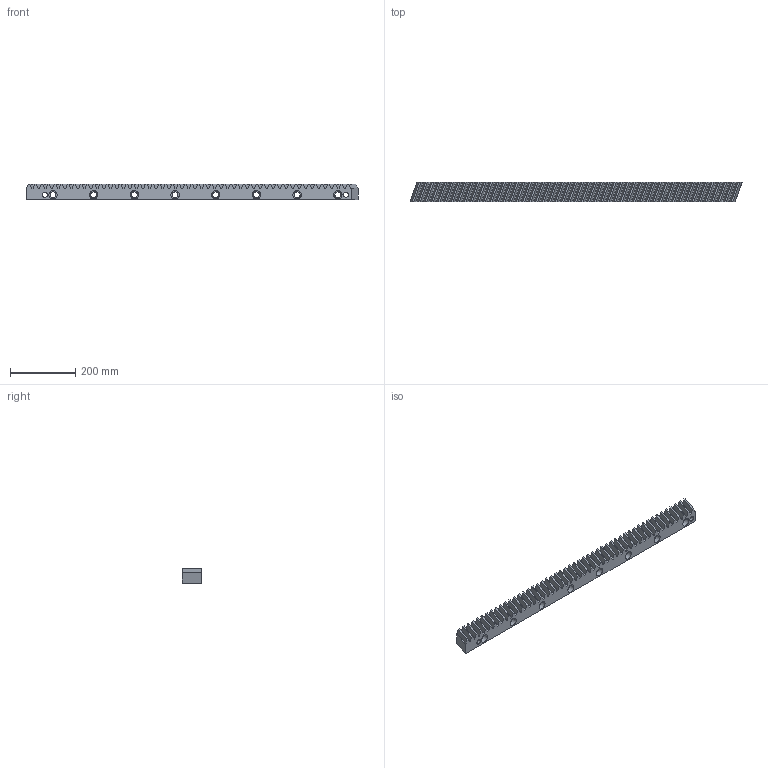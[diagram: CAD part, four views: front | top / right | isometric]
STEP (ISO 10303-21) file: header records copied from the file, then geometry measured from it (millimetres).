
FILE_DESCRIPTION(('STEP AP214'),'1');
FILE_NAME('143-060-410.stp','2017-10-09T08:05:15',('TraceParts'),('TraceParts S.A.'),'Spatial InterOp 3D',' ',' ');
FILE_SCHEMA(('automotive_design'));
Length unit declared in the file: millimetre
Products named in the file (1): 143-060-410
Bounding box: 1019.97 x 59 x 49 mm (x, y, z)
Volume: 2331271.2 mm3; surface area: 296630.4 mm2
Topology: 1 solids, 1 shells, 251 faces, 723 edges, 482 vertices
Faces by surface type: plane 215, cylinder 36
Entity records: 10202 total; most frequent: CARTESIAN_POINT 1457, ORIENTED_EDGE 1446, DIRECTION 1299, EDGE_CURVE 723, LINE 651, VECTOR 651, VERTEX_POINT 482, AXIS2_PLACEMENT_3D 324
